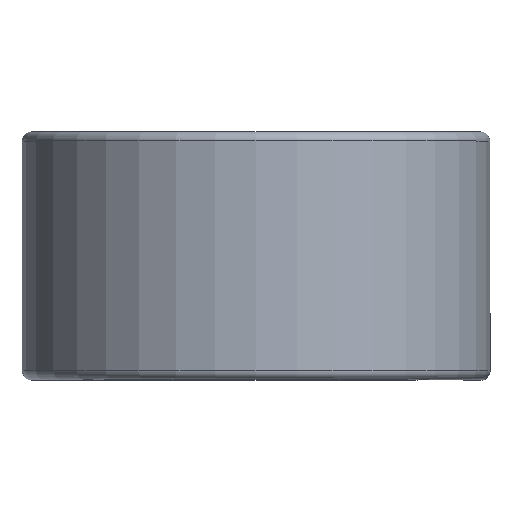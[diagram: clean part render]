
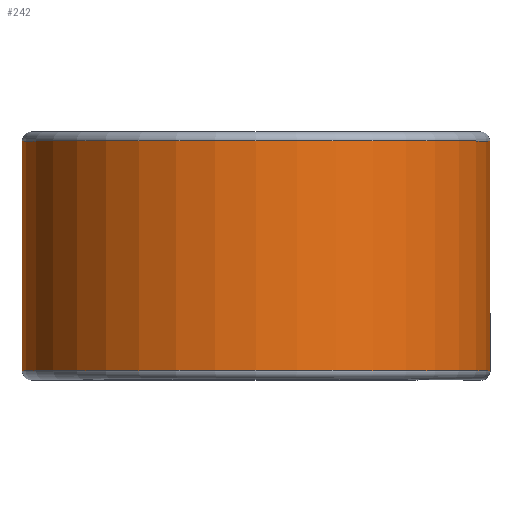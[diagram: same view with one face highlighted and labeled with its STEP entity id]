
A CAD part, top view. The second image highlights one B-rep face of the part: STEP entity #242.
In plain terms, the highlighted cylindrical face has radius 19.469 mm (diameter 38.938 mm), a partial arc.
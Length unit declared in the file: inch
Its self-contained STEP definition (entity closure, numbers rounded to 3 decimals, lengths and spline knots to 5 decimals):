
#184 = VECTOR ( 'NONE', #2255, 39.37008 ) ;
#242 = ADVANCED_FACE ( 'NONE', ( #603 ), #1554, .T. ) ;
#390 = DIRECTION ( 'NONE',  ( 0., -1., 0. ) ) ;
#404 = VERTEX_POINT ( 'NONE', #673 ) ;
#603 = FACE_OUTER_BOUND ( 'NONE', #2220, .T. ) ;
#644 = ORIENTED_EDGE ( 'NONE', *, *, #2329, .T. ) ;
#673 = CARTESIAN_POINT ( 'NONE',  ( 0., -0.37625, -0.7665 ) ) ;
#775 = AXIS2_PLACEMENT_3D ( 'NONE', #1637, #1794, #1887 ) ;
#844 = CARTESIAN_POINT ( 'NONE',  ( 0., 0.37625, -0.7665 ) ) ;
#920 = CARTESIAN_POINT ( 'NONE',  ( 0., -0.37625, 0. ) ) ;
#950 = CARTESIAN_POINT ( 'NONE',  ( 0., 0.37625, -0.7665 ) ) ;
#974 = VERTEX_POINT ( 'NONE', #1467 ) ;
#1087 = DIRECTION ( 'NONE',  ( 0., 0., -1. ) ) ;
#1090 = VERTEX_POINT ( 'NONE', #950 ) ;
#1172 = CARTESIAN_POINT ( 'NONE',  ( 0.7665, 0.37625, 0. ) ) ;
#1263 = AXIS2_PLACEMENT_3D ( 'NONE', #920, #2213, #1087 ) ;
#1463 = VERTEX_POINT ( 'NONE', #1172 ) ;
#1467 = CARTESIAN_POINT ( 'NONE',  ( 0.7665, -0.37625, 0. ) ) ;
#1504 = CARTESIAN_POINT ( 'NONE',  ( 0., 0.37625, 0. ) ) ;
#1554 = CYLINDRICAL_SURFACE ( 'NONE', #775, 0.7665 ) ;
#1613 = LINE ( 'NONE', #844, #1810 ) ;
#1637 = CARTESIAN_POINT ( 'NONE',  ( 0., 0.375, 0. ) ) ;
#1659 = ORIENTED_EDGE ( 'NONE', *, *, #2106, .F. ) ;
#1698 = DIRECTION ( 'NONE',  ( 0., 0., -1. ) ) ;
#1702 = ORIENTED_EDGE ( 'NONE', *, *, #2348, .T. ) ;
#1774 = LINE ( 'NONE', #1843, #184 ) ;
#1794 = DIRECTION ( 'NONE',  ( 0., -1., 0. ) ) ;
#1810 = VECTOR ( 'NONE', #2320, 39.37008 ) ;
#1824 = ORIENTED_EDGE ( 'NONE', *, *, #2302, .F. ) ;
#1843 = CARTESIAN_POINT ( 'NONE',  ( 0.7665, 0.37625, 0. ) ) ;
#1887 = DIRECTION ( 'NONE',  ( 0., 0., -1. ) ) ;
#1902 = AXIS2_PLACEMENT_3D ( 'NONE', #1504, #390, #1698 ) ;
#2106 = EDGE_CURVE ( 'NONE', #404, #1090, #1613, .T. ) ;
#2180 = CIRCLE ( 'NONE', #1263, 0.7665 ) ;
#2213 = DIRECTION ( 'NONE',  ( 0., -1., 0. ) ) ;
#2220 = EDGE_LOOP ( 'NONE', ( #644, #1702, #1659, #1824 ) ) ;
#2255 = DIRECTION ( 'NONE',  ( 0., 1., 0. ) ) ;
#2302 = EDGE_CURVE ( 'NONE', #974, #404, #2180, .T. ) ;
#2309 = CIRCLE ( 'NONE', #1902, 0.7665 ) ;
#2320 = DIRECTION ( 'NONE',  ( 0., 1., 0. ) ) ;
#2329 = EDGE_CURVE ( 'NONE', #974, #1463, #1774, .T. ) ;
#2348 = EDGE_CURVE ( 'NONE', #1463, #1090, #2309, .T. ) ;
